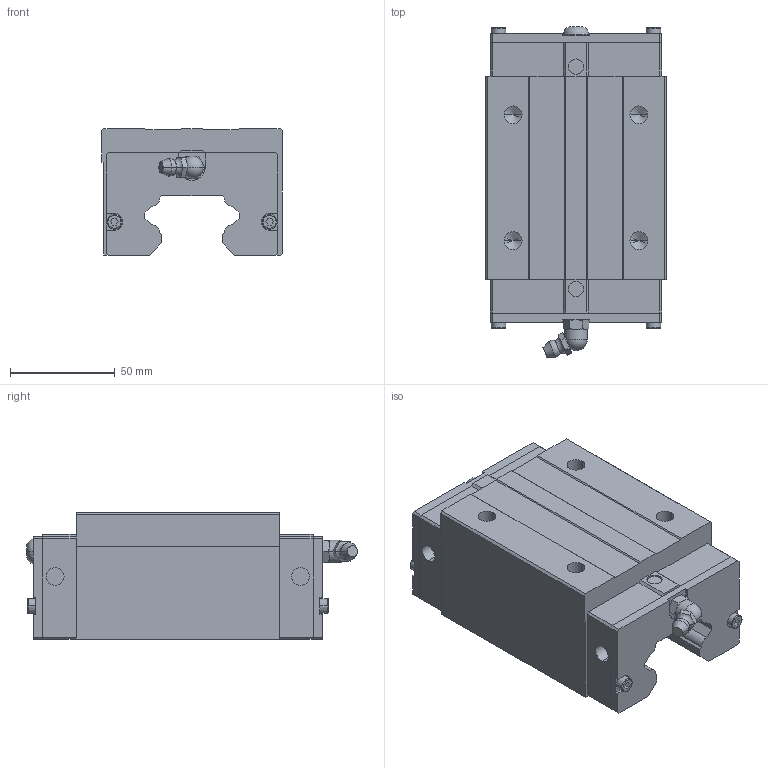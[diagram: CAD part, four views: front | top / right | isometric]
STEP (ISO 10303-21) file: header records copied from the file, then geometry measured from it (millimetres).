
FILE_DESCRIPTION(('STEP AP214'),'1');
FILE_NAME('cctmp_0198C057-BD77-493E-AE3A-03F899BE1024_2020_4_22_15_58_40_279..stp','2020-04-22T13:58:40',('HIWIN GmbH'),('CADClick - www.CADClick.com'),'Spatial InterOp 3D',' ','unknown authorization');
FILE_SCHEMA(('AUTOMOTIVE_DESIGN'));
Length unit declared in the file: millimetre
Products named in the file (1): HGH45CAZ0H_FILE
Bounding box: 86 x 157.72 x 60.5 mm (x, y, z)
Volume: 517065.2 mm3; surface area: 61391.9 mm2
Topology: 1 solids, 6 shells, 291 faces, 749 edges, 475 vertices
Faces by surface type: plane 177, cylinder 60, torus 30, cone 22, sphere 2
Entity records: 11246 total; most frequent: CARTESIAN_POINT 1806, ORIENTED_EDGE 1478, DIRECTION 1470, EDGE_CURVE 739, LINE 504, VECTOR 504, AXIS2_PLACEMENT_3D 483, VERTEX_POINT 475
